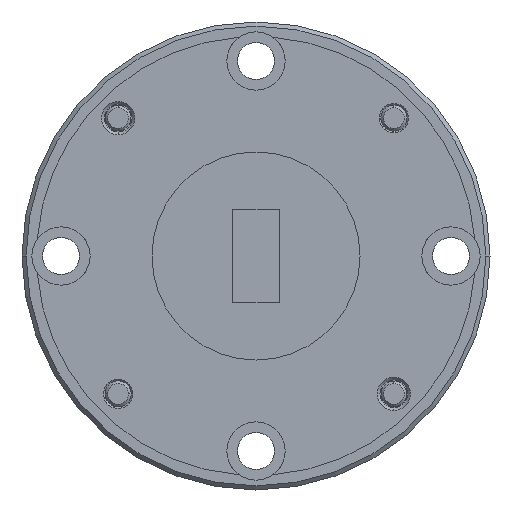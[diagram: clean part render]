
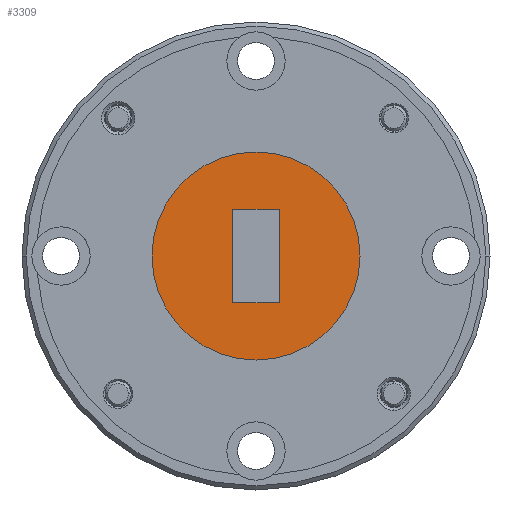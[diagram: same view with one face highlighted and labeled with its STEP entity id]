
A CAD part, left-side view. The second image highlights one B-rep face of the part: STEP entity #3309.
In plain terms, the highlighted planar face has unit normal (-1, 0, 0).
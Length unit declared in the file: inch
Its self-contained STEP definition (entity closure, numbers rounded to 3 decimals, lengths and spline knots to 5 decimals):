
#25 = DIRECTION ( 'NONE',  ( 0., -1., 0. ) ) ;
#45 = CARTESIAN_POINT ( 'NONE',  ( -0.63379, 0.84412, -0.65292 ) ) ;
#76 = VERTEX_POINT ( 'NONE', #1305 ) ;
#107 = EDGE_CURVE ( 'NONE', #2190, #3284, #1000, .T. ) ;
#233 = DIRECTION ( 'NONE',  ( 1., 0., 0. ) ) ;
#250 = DIRECTION ( 'NONE',  ( 1., 0., 0. ) ) ;
#349 = AXIS2_PLACEMENT_3D ( 'NONE', #2031, #3754, #25 ) ;
#671 = EDGE_CURVE ( 'NONE', #3284, #76, #3952, .T. ) ;
#704 = CARTESIAN_POINT ( 'NONE',  ( -0.63379, 0.65012, -0.54092 ) ) ;
#1000 = LINE ( 'NONE', #4401, #2992 ) ;
#1042 = DIRECTION ( 'NONE',  ( 0., 0., 1. ) ) ;
#1089 = EDGE_LOOP ( 'NONE', ( #4181, #2162, #2685, #3567 ) ) ;
#1128 = EDGE_CURVE ( 'NONE', #76, #4226, #1322, .T. ) ;
#1271 = PLANE ( 'NONE',  #349 ) ;
#1305 = CARTESIAN_POINT ( 'NONE',  ( -0.63379, 0.95612, -0.65292 ) ) ;
#1322 = LINE ( 'NONE', #2725, #4085 ) ;
#1342 = CARTESIAN_POINT ( 'NONE',  ( -0.63379, 0.90012, -0.54092 ) ) ;
#1919 = VECTOR ( 'NONE', #1042, 39.37008 ) ;
#1933 = EDGE_CURVE ( 'NONE', #3704, #2503, #3889, .T. ) ;
#1944 = CARTESIAN_POINT ( 'NONE',  ( -0.63379, 0.90012, -0.54092 ) ) ;
#1951 = DIRECTION ( 'NONE',  ( 0., 0., -1. ) ) ;
#2031 = CARTESIAN_POINT ( 'NONE',  ( -0.63379, 0.90012, -0.54092 ) ) ;
#2110 = CARTESIAN_POINT ( 'NONE',  ( -0.63379, 1.15012, -0.54092 ) ) ;
#2162 = ORIENTED_EDGE ( 'NONE', *, *, #1128, .F. ) ;
#2190 = VERTEX_POINT ( 'NONE', #3427 ) ;
#2230 = CARTESIAN_POINT ( 'NONE',  ( -0.63379, 0.95612, -0.65292 ) ) ;
#2313 = DIRECTION ( 'NONE',  ( 0., 1., 0. ) ) ;
#2349 = ORIENTED_EDGE ( 'NONE', *, *, #1933, .F. ) ;
#2402 = FACE_BOUND ( 'NONE', #1089, .T. ) ;
#2404 = DIRECTION ( 'NONE',  ( 0., -1., 0. ) ) ;
#2503 = VERTEX_POINT ( 'NONE', #704 ) ;
#2602 = ORIENTED_EDGE ( 'NONE', *, *, #3244, .F. ) ;
#2685 = ORIENTED_EDGE ( 'NONE', *, *, #671, .F. ) ;
#2725 = CARTESIAN_POINT ( 'NONE',  ( -0.63379, 0.84412, -0.65292 ) ) ;
#2739 = CIRCLE ( 'NONE', #3524, 0.25 ) ;
#2743 = FACE_OUTER_BOUND ( 'NONE', #3991, .T. ) ;
#2756 = AXIS2_PLACEMENT_3D ( 'NONE', #1944, #233, #2313 ) ;
#2761 = CARTESIAN_POINT ( 'NONE',  ( -0.63379, 0.84412, -0.65292 ) ) ;
#2992 = VECTOR ( 'NONE', #4106, 39.37008 ) ;
#3069 = LINE ( 'NONE', #2761, #1919 ) ;
#3244 = EDGE_CURVE ( 'NONE', #2503, #3704, #2739, .T. ) ;
#3284 = VERTEX_POINT ( 'NONE', #4118 ) ;
#3309 = ADVANCED_FACE ( 'NONE', ( #2402, #2743 ), #1271, .T. ) ;
#3427 = CARTESIAN_POINT ( 'NONE',  ( -0.63379, 0.84412, -0.42892 ) ) ;
#3524 = AXIS2_PLACEMENT_3D ( 'NONE', #1342, #250, #3775 ) ;
#3567 = ORIENTED_EDGE ( 'NONE', *, *, #107, .F. ) ;
#3651 = EDGE_CURVE ( 'NONE', #4226, #2190, #3069, .T. ) ;
#3704 = VERTEX_POINT ( 'NONE', #2110 ) ;
#3754 = DIRECTION ( 'NONE',  ( -1., 0., 0. ) ) ;
#3775 = DIRECTION ( 'NONE',  ( 0., 1., 0. ) ) ;
#3889 = CIRCLE ( 'NONE', #2756, 0.25 ) ;
#3931 = VECTOR ( 'NONE', #1951, 39.37008 ) ;
#3952 = LINE ( 'NONE', #2230, #3931 ) ;
#3991 = EDGE_LOOP ( 'NONE', ( #2349, #2602 ) ) ;
#4085 = VECTOR ( 'NONE', #2404, 39.37008 ) ;
#4106 = DIRECTION ( 'NONE',  ( 0., 1., 0. ) ) ;
#4118 = CARTESIAN_POINT ( 'NONE',  ( -0.63379, 0.95612, -0.42892 ) ) ;
#4181 = ORIENTED_EDGE ( 'NONE', *, *, #3651, .F. ) ;
#4226 = VERTEX_POINT ( 'NONE', #45 ) ;
#4401 = CARTESIAN_POINT ( 'NONE',  ( -0.63379, 0.84412, -0.42892 ) ) ;
